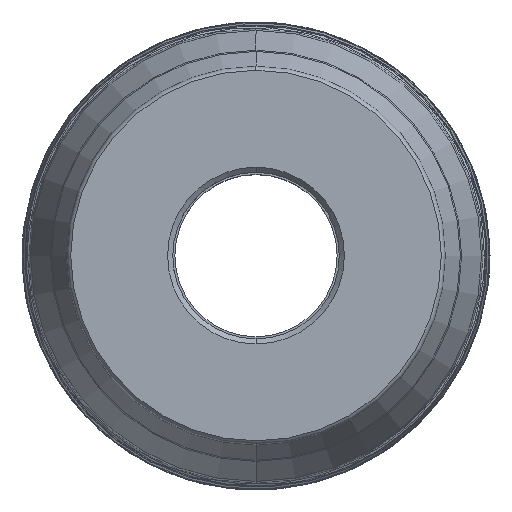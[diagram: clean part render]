
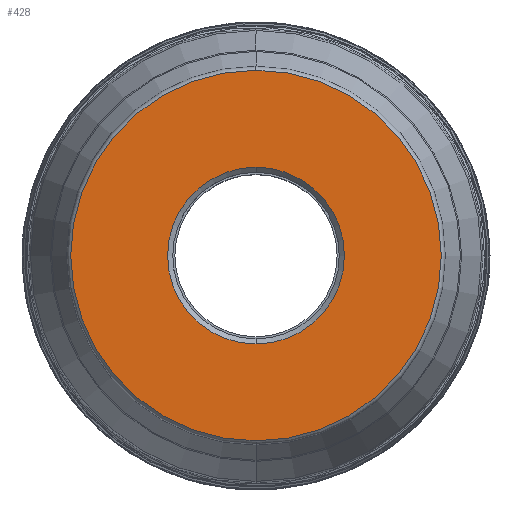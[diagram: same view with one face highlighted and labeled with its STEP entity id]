
A CAD part, top view. The second image highlights one B-rep face of the part: STEP entity #428.
In plain terms, the highlighted planar face has unit normal (0, 0, 1).
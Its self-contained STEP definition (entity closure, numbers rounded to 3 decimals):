
#162=PLANE('',#3712);
#172=FACE_BOUND('',#852,.T.);
#173=FACE_BOUND('',#853,.T.);
#428=ADVANCED_FACE('',(#172,#173),#162,.T.);
#852=EDGE_LOOP('',(#1580,#1581));
#853=EDGE_LOOP('',(#1582,#1583));
#1580=ORIENTED_EDGE('',*,*,#2292,.F.);
#1581=ORIENTED_EDGE('',*,*,#2293,.F.);
#1582=ORIENTED_EDGE('',*,*,#2291,.F.);
#1583=ORIENTED_EDGE('',*,*,#2289,.F.);
#1904=VERTEX_POINT('',#7063);
#1905=VERTEX_POINT('',#7065);
#1906=VERTEX_POINT('',#7071);
#1907=VERTEX_POINT('',#7072);
#2289=EDGE_CURVE('',#1904,#1905,#2777,.T.);
#2291=EDGE_CURVE('',#1905,#1904,#2778,.T.);
#2292=EDGE_CURVE('',#1906,#1907,#2779,.T.);
#2293=EDGE_CURVE('',#1907,#1906,#2780,.T.);
#2777=CIRCLE('',#3706,20.75);
#2778=CIRCLE('',#3708,20.75);
#2779=CIRCLE('',#3710,43.504);
#2780=CIRCLE('',#3711,43.504);
#3706=AXIS2_PLACEMENT_3D('',#7064,#4719,#4720);
#3708=AXIS2_PLACEMENT_3D('',#7068,#4724,#4725);
#3710=AXIS2_PLACEMENT_3D('',#7070,#4728,#4729);
#3711=AXIS2_PLACEMENT_3D('',#7073,#4730,#4731);
#3712=AXIS2_PLACEMENT_3D('',#7074,#4732,#4733);
#4719=DIRECTION('',(0.,0.,1.));
#4720=DIRECTION('',(0.,1.,0.));
#4724=DIRECTION('',(0.,0.,1.));
#4725=DIRECTION('',(0.,-1.,0.));
#4728=DIRECTION('',(0.,0.,-1.));
#4729=DIRECTION('',(0.,-1.,0.));
#4730=DIRECTION('',(0.,0.,-1.));
#4731=DIRECTION('',(0.,1.,0.));
#4732=DIRECTION('',(0.,0.,1.));
#4733=DIRECTION('',(0.,-1.,0.));
#7063=CARTESIAN_POINT('',(0.,20.75,0.));
#7064=CARTESIAN_POINT('',(0.,0.,0.));
#7065=CARTESIAN_POINT('',(0.,-20.75,0.));
#7068=CARTESIAN_POINT('',(0.,0.,0.));
#7070=CARTESIAN_POINT('',(0.,0.,0.));
#7071=CARTESIAN_POINT('',(0.008,-43.504,0.));
#7072=CARTESIAN_POINT('',(-0.008,43.504,0.));
#7073=CARTESIAN_POINT('',(0.,0.,0.));
#7074=CARTESIAN_POINT('',(0.,0.,0.));
